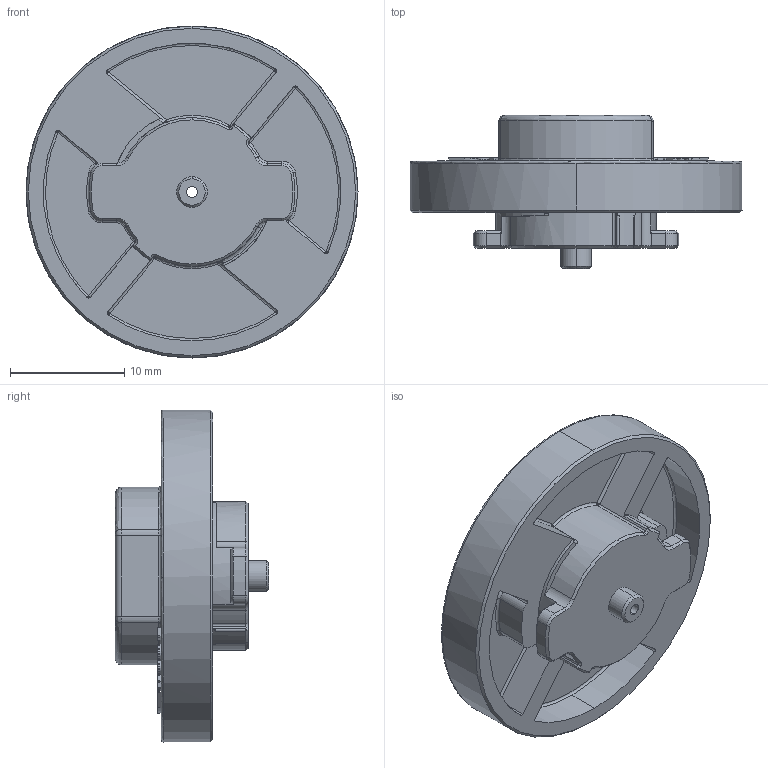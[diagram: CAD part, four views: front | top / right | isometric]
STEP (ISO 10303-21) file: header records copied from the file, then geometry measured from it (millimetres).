
FILE_DESCRIPTION (( 'STEP AP203' ), '1' );
FILE_NAME ('AGP2-21.step', '2020-04-27T12:14:09', ( '' ), ( '' ), 'SwSTEP 2.0', 'SolidWorks 2019', '' );
FILE_SCHEMA (( 'CONFIG_CONTROL_DESIGN' ));
Length unit declared in the file: inch
Products named in the file (1): AGP2-21
Bounding box: 29 x 13.4 x 29 mm (x, y, z)
Volume: 2822.4 mm3; surface area: 2773.1 mm2
Topology: 1 solids, 1 shells, 505 faces, 1341 edges, 818 vertices
Faces by surface type: plane 303, cylinder 88, bspline 64, cone 48, torus 2
Entity records: 16427 total; most frequent: CARTESIAN_POINT 4277, ORIENTED_EDGE 2608, DIRECTION 2389, EDGE_CURVE 1304, LINE 959, VECTOR 959, VERTEX_POINT 818, AXIS2_PLACEMENT_3D 715
